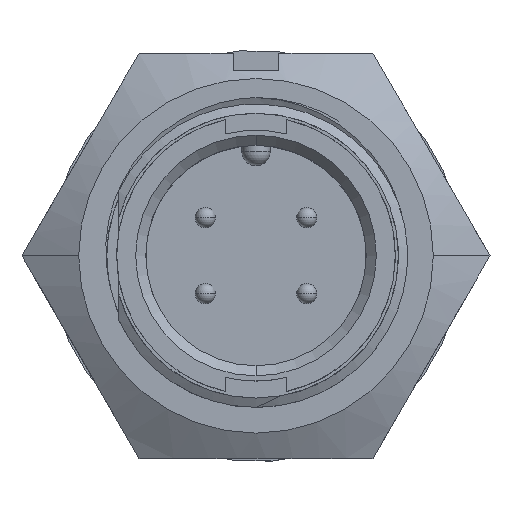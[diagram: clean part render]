
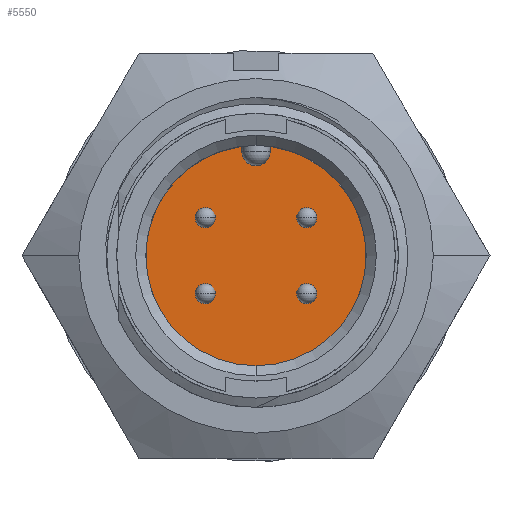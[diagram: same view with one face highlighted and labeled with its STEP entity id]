
A CAD part, top view. The second image highlights one B-rep face of the part: STEP entity #5550.
In plain terms, the highlighted planar face has unit normal (0, 0, 1).
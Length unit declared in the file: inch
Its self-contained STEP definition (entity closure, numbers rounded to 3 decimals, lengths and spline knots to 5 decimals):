
#163 = ORIENTED_EDGE ( 'NONE', *, *, #7067, .F. ) ;
#346 = DIRECTION ( 'NONE',  ( 1., 0., 0. ) ) ;
#368 = VECTOR ( 'NONE', #15315, 39.37008 ) ;
#698 = VERTEX_POINT ( 'NONE', #8754 ) ;
#804 = LINE ( 'NONE', #15345, #368 ) ;
#914 = VERTEX_POINT ( 'NONE', #6982 ) ;
#986 = CARTESIAN_POINT ( 'NONE',  ( -0.1, 0.075, -0.3 ) ) ;
#999 = AXIS2_PLACEMENT_3D ( 'NONE', #3469, #13052, #4838 ) ;
#1222 = AXIS2_PLACEMENT_3D ( 'NONE', #12828, #4615, #14184 ) ;
#1335 = ORIENTED_EDGE ( 'NONE', *, *, #8823, .F. ) ;
#1348 = ORIENTED_EDGE ( 'NONE', *, *, #4932, .F. ) ;
#1401 = CIRCLE ( 'NONE', #17084, 0.01974 ) ;
#1447 = EDGE_CURVE ( 'NONE', #9137, #5433, #3206, .T. ) ;
#1998 = ORIENTED_EDGE ( 'NONE', *, *, #3439, .F. ) ;
#2118 = LINE ( 'NONE', #11109, #9354 ) ;
#2125 = CARTESIAN_POINT ( 'NONE',  ( -0.08026, -0.075, -0.3 ) ) ;
#2240 = EDGE_CURVE ( 'NONE', #10865, #12694, #804, .T. ) ;
#2248 = AXIS2_PLACEMENT_3D ( 'NONE', #10492, #2326, #11903 ) ;
#2326 = DIRECTION ( 'NONE',  ( 0., 0., 1. ) ) ;
#2389 = DIRECTION ( 'NONE',  ( 1., 0., 0. ) ) ;
#2423 = CARTESIAN_POINT ( 'NONE',  ( 0.028, 0.21569, -0.3 ) ) ;
#2555 = FACE_BOUND ( 'NONE', #7109, .T. ) ;
#2901 = VERTEX_POINT ( 'NONE', #2125 ) ;
#2914 = CIRCLE ( 'NONE', #5571, 0.01974 ) ;
#2963 = CARTESIAN_POINT ( 'NONE',  ( 0.08026, 0.075, -0.3 ) ) ;
#3206 = CIRCLE ( 'NONE', #10555, 0.01974 ) ;
#3359 = DIRECTION ( 'NONE',  ( 1., 0., 0. ) ) ;
#3397 = CIRCLE ( 'NONE', #2248, 0.01974 ) ;
#3439 = EDGE_CURVE ( 'NONE', #2901, #5039, #1401, .T. ) ;
#3468 = DIRECTION ( 'NONE',  ( 0., 0., 1. ) ) ;
#3469 = CARTESIAN_POINT ( 'NONE',  ( 0.1, -0.075, -0.3 ) ) ;
#3580 = CARTESIAN_POINT ( 'NONE',  ( 0.1, 0.075, -0.3 ) ) ;
#3826 = DIRECTION ( 'NONE',  ( 1., 0., 0. ) ) ;
#3847 = DIRECTION ( 'NONE',  ( 0., 0., 1. ) ) ;
#3878 = CARTESIAN_POINT ( 'NONE',  ( 0.1, -0.075, -0.3 ) ) ;
#3929 = CARTESIAN_POINT ( 'NONE',  ( -0.028, 0.2055, -0.3 ) ) ;
#4097 = PLANE ( 'NONE',  #7674 ) ;
#4296 = ORIENTED_EDGE ( 'NONE', *, *, #2240, .T. ) ;
#4330 = CARTESIAN_POINT ( 'NONE',  ( 0., 0.2055, -0.3 ) ) ;
#4615 = DIRECTION ( 'NONE',  ( 0., 0., 1. ) ) ;
#4838 = DIRECTION ( 'NONE',  ( 1., 0., 0. ) ) ;
#4863 = DIRECTION ( 'NONE',  ( 1., 0., 0. ) ) ;
#4932 = EDGE_CURVE ( 'NONE', #11877, #11874, #8691, .T. ) ;
#4951 = DIRECTION ( 'NONE',  ( 0., 0., 1. ) ) ;
#5002 = CARTESIAN_POINT ( 'NONE',  ( 0., 0., -0.3 ) ) ;
#5039 = VERTEX_POINT ( 'NONE', #12128 ) ;
#5228 = AXIS2_PLACEMENT_3D ( 'NONE', #5002, #4951, #4863 ) ;
#5433 = VERTEX_POINT ( 'NONE', #5705 ) ;
#5455 = AXIS2_PLACEMENT_3D ( 'NONE', #16119, #7885, #17481 ) ;
#5550 = ADVANCED_FACE ( 'NONE', ( #2555, #17055, #6152, #16634, #13056 ), #4097, .T. ) ;
#5554 = EDGE_CURVE ( 'NONE', #13191, #914, #2118, .T. ) ;
#5571 = AXIS2_PLACEMENT_3D ( 'NONE', #986, #10546, #2389 ) ;
#5672 = DIRECTION ( 'NONE',  ( 1., 0., 0. ) ) ;
#5705 = CARTESIAN_POINT ( 'NONE',  ( 0.08026, -0.075, -0.3 ) ) ;
#5727 = ORIENTED_EDGE ( 'NONE', *, *, #9546, .T. ) ;
#6152 = FACE_OUTER_BOUND ( 'NONE', #8394, .T. ) ;
#6324 = CARTESIAN_POINT ( 'NONE',  ( 0.11974, -0.075, -0.3 ) ) ;
#6378 = EDGE_CURVE ( 'NONE', #12694, #698, #16192, .T. ) ;
#6982 = CARTESIAN_POINT ( 'NONE',  ( 0.028, 0.2055, -0.3 ) ) ;
#7007 = DIRECTION ( 'NONE',  ( 0., 0., 1. ) ) ;
#7067 = EDGE_CURVE ( 'NONE', #5039, #2901, #11492, .T. ) ;
#7109 = EDGE_LOOP ( 'NONE', ( #1335, #9343 ) ) ;
#7674 = AXIS2_PLACEMENT_3D ( 'NONE', #9909, #7007, #11511 ) ;
#7698 = DIRECTION ( 'NONE',  ( 0., -1., 0. ) ) ;
#7885 = DIRECTION ( 'NONE',  ( 0., 0., 1. ) ) ;
#7961 = AXIS2_PLACEMENT_3D ( 'NONE', #4330, #13918, #5672 ) ;
#8196 = CIRCLE ( 'NONE', #999, 0.01974 ) ;
#8394 = EDGE_LOOP ( 'NONE', ( #11257, #4296, #14238, #5727, #8890 ) ) ;
#8406 = CARTESIAN_POINT ( 'NONE',  ( -0.028, 0.21569, -0.3 ) ) ;
#8509 = DIRECTION ( 'NONE',  ( 0., 0., 1. ) ) ;
#8691 = CIRCLE ( 'NONE', #9307, 0.01974 ) ;
#8754 = CARTESIAN_POINT ( 'NONE',  ( 0., -0.2175, -0.3 ) ) ;
#8823 = EDGE_CURVE ( 'NONE', #5433, #9137, #8196, .T. ) ;
#8890 = ORIENTED_EDGE ( 'NONE', *, *, #5554, .T. ) ;
#8965 = CARTESIAN_POINT ( 'NONE',  ( -0.08026, 0.075, -0.3 ) ) ;
#9006 = EDGE_CURVE ( 'NONE', #9657, #16104, #2914, .T. ) ;
#9137 = VERTEX_POINT ( 'NONE', #6324 ) ;
#9307 = AXIS2_PLACEMENT_3D ( 'NONE', #3580, #3468, #3359 ) ;
#9343 = ORIENTED_EDGE ( 'NONE', *, *, #1447, .F. ) ;
#9354 = VECTOR ( 'NONE', #7698, 39.37008 ) ;
#9546 = EDGE_CURVE ( 'NONE', #698, #13191, #16766, .T. ) ;
#9657 = VERTEX_POINT ( 'NONE', #8965 ) ;
#9764 = DIRECTION ( 'NONE',  ( 1., 0., 0. ) ) ;
#9817 = DIRECTION ( 'NONE',  ( 0., 0., 1. ) ) ;
#9878 = CARTESIAN_POINT ( 'NONE',  ( -0.1, -0.075, -0.3 ) ) ;
#9909 = CARTESIAN_POINT ( 'NONE',  ( 0., 0.2055, -0.3 ) ) ;
#10103 = EDGE_CURVE ( 'NONE', #11874, #11877, #15277, .T. ) ;
#10320 = EDGE_LOOP ( 'NONE', ( #16855, #1348 ) ) ;
#10492 = CARTESIAN_POINT ( 'NONE',  ( -0.1, 0.075, -0.3 ) ) ;
#10546 = DIRECTION ( 'NONE',  ( 0., 0., 1. ) ) ;
#10555 = AXIS2_PLACEMENT_3D ( 'NONE', #3878, #3847, #3826 ) ;
#10556 = EDGE_LOOP ( 'NONE', ( #15829, #10560 ) ) ;
#10560 = ORIENTED_EDGE ( 'NONE', *, *, #9006, .F. ) ;
#10865 = VERTEX_POINT ( 'NONE', #3929 ) ;
#11109 = CARTESIAN_POINT ( 'NONE',  ( 0.028, 0.21569, -0.3 ) ) ;
#11128 = CARTESIAN_POINT ( 'NONE',  ( 0.11974, 0.075, -0.3 ) ) ;
#11171 = CIRCLE ( 'NONE', #7961, 0.028 ) ;
#11257 = ORIENTED_EDGE ( 'NONE', *, *, #11871, .T. ) ;
#11492 = CIRCLE ( 'NONE', #5455, 0.01974 ) ;
#11511 = DIRECTION ( 'NONE',  ( 1., 0., 0. ) ) ;
#11871 = EDGE_CURVE ( 'NONE', #914, #10865, #11171, .T. ) ;
#11874 = VERTEX_POINT ( 'NONE', #2963 ) ;
#11877 = VERTEX_POINT ( 'NONE', #11128 ) ;
#11903 = DIRECTION ( 'NONE',  ( 1., 0., 0. ) ) ;
#12128 = CARTESIAN_POINT ( 'NONE',  ( -0.11974, -0.075, -0.3 ) ) ;
#12694 = VERTEX_POINT ( 'NONE', #8406 ) ;
#12828 = CARTESIAN_POINT ( 'NONE',  ( 0., 0., -0.3 ) ) ;
#13052 = DIRECTION ( 'NONE',  ( 0., 0., 1. ) ) ;
#13056 = FACE_BOUND ( 'NONE', #15087, .T. ) ;
#13191 = VERTEX_POINT ( 'NONE', #2423 ) ;
#13760 = AXIS2_PLACEMENT_3D ( 'NONE', #16711, #8509, #346 ) ;
#13918 = DIRECTION ( 'NONE',  ( 0., 0., -1. ) ) ;
#14184 = DIRECTION ( 'NONE',  ( 1., 0., 0. ) ) ;
#14238 = ORIENTED_EDGE ( 'NONE', *, *, #6378, .T. ) ;
#15087 = EDGE_LOOP ( 'NONE', ( #163, #1998 ) ) ;
#15275 = CARTESIAN_POINT ( 'NONE',  ( -0.11974, 0.075, -0.3 ) ) ;
#15277 = CIRCLE ( 'NONE', #13760, 0.01974 ) ;
#15315 = DIRECTION ( 'NONE',  ( 0., 1., 0. ) ) ;
#15345 = CARTESIAN_POINT ( 'NONE',  ( -0.028, 0.2055, -0.3 ) ) ;
#15829 = ORIENTED_EDGE ( 'NONE', *, *, #17417, .F. ) ;
#16104 = VERTEX_POINT ( 'NONE', #15275 ) ;
#16119 = CARTESIAN_POINT ( 'NONE',  ( -0.1, -0.075, -0.3 ) ) ;
#16192 = CIRCLE ( 'NONE', #5228, 0.2175 ) ;
#16634 = FACE_BOUND ( 'NONE', #10320, .T. ) ;
#16711 = CARTESIAN_POINT ( 'NONE',  ( 0.1, 0.075, -0.3 ) ) ;
#16766 = CIRCLE ( 'NONE', #1222, 0.2175 ) ;
#16855 = ORIENTED_EDGE ( 'NONE', *, *, #10103, .F. ) ;
#17055 = FACE_BOUND ( 'NONE', #10556, .T. ) ;
#17084 = AXIS2_PLACEMENT_3D ( 'NONE', #9878, #9817, #9764 ) ;
#17417 = EDGE_CURVE ( 'NONE', #16104, #9657, #3397, .T. ) ;
#17481 = DIRECTION ( 'NONE',  ( 1., 0., 0. ) ) ;
